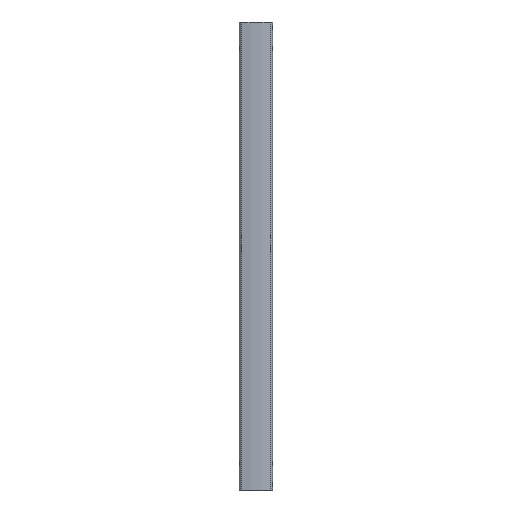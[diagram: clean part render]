
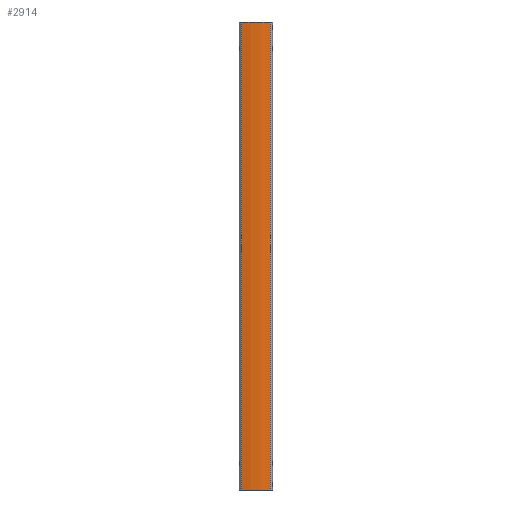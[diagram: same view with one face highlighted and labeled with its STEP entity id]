
A CAD part, left-side view. The second image highlights one B-rep face of the part: STEP entity #2914.
In plain terms, the highlighted cylindrical face has radius 200 mm (diameter 400 mm), a partial arc.
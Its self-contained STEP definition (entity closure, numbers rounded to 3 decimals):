
#92=CARTESIAN_POINT('',(165.,0.,625.));
#93=DIRECTION('',(0.,0.,-1.));
#94=DIRECTION('',(-0.981,-0.193,0.));
#95=AXIS2_PLACEMENT_3D('',#92,#93,#94);
#403=DIRECTION('',(0.,0.,1.));
#404=VECTOR('',#403,1250.);
#405=CARTESIAN_POINT('',(-31.249,38.551,-625.));
#406=LINE('',#405,#404);
#410=DIRECTION('',(0.,0.,1.));
#411=VECTOR('',#410,1250.);
#412=CARTESIAN_POINT('',(-31.249,-38.551,-625.));
#413=LINE('',#412,#411);
#701=CARTESIAN_POINT('',(165.,0.,-625.));
#702=DIRECTION('',(0.,0.,-1.));
#703=DIRECTION('',(-0.981,-0.193,0.));
#704=AXIS2_PLACEMENT_3D('',#701,#702,#703);
#2410=CARTESIAN_POINT('',(-31.249,38.551,625.));
#2411=VERTEX_POINT('',#2410);
#2412=CARTESIAN_POINT('',(-31.249,-38.551,625.));
#2413=VERTEX_POINT('',#2412);
#2426=CARTESIAN_POINT('',(-31.249,38.551,-625.));
#2427=VERTEX_POINT('',#2426);
#2428=CARTESIAN_POINT('',(-31.249,-38.551,-625.));
#2429=VERTEX_POINT('',#2428);
#2901=CARTESIAN_POINT('',(165.,0.,625.));
#2902=DIRECTION('',(0.,0.,1.));
#2903=DIRECTION('',(1.,0.,0.));
#2904=AXIS2_PLACEMENT_3D('',#2901,#2902,#2903);
#2905=CYLINDRICAL_SURFACE('',#2904,200.);
#2906=ORIENTED_EDGE('',*,*,#2771,.F.);
#2908=ORIENTED_EDGE('',*,*,#2907,.F.);
#2910=ORIENTED_EDGE('',*,*,#2909,.T.);
#2911=ORIENTED_EDGE('',*,*,#2893,.T.);
#2912=EDGE_LOOP('',(#2906,#2908,#2910,#2911));
#2913=FACE_OUTER_BOUND('',#2912,.F.);
#2914=ADVANCED_FACE('',(#2913),#2905,.T.);
#96=CIRCLE('',#95,200.);
#705=CIRCLE('',#704,200.);
#2771=EDGE_CURVE('',#2413,#2411,#96,.T.);
#2893=EDGE_CURVE('',#2427,#2411,#406,.T.);
#2907=EDGE_CURVE('',#2429,#2413,#413,.T.);
#2909=EDGE_CURVE('',#2429,#2427,#705,.T.);
